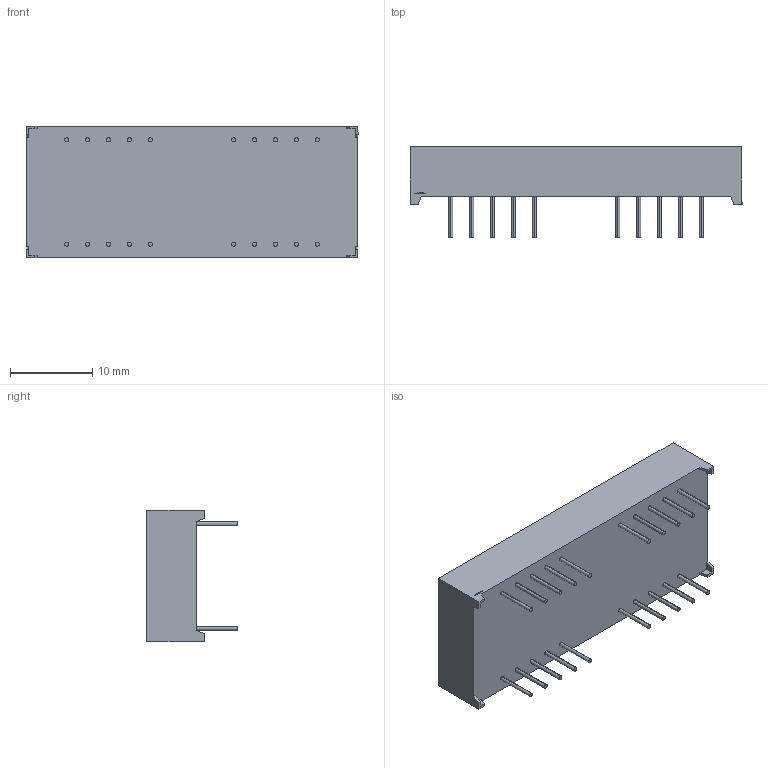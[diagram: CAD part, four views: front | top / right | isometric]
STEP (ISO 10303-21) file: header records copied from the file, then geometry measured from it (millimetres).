
FILE_DESCRIPTION (( 'STEP AP214' ), '1' );
FILE_NAME ('end-el-san Co Ltd-King Bright CA04-41.STEP', '2022-03-08T18:38:00', ( '' ), ( '' ), 'SwSTEP 2.0', 'SolidWorks 2021', '' );
FILE_SCHEMA (( 'AUTOMOTIVE_DESIGN' ));
Length unit declared in the file: millimetre
Products named in the file (1): end-el-san Co Ltd-King Bright CA04-41
Bounding box: 40.4 x 11 x 16 mm (x, y, z)
Volume: 3894.4 mm3; surface area: 2160.2 mm2
Topology: 1 solids, 1 shells, 577 faces, 1485 edges, 990 vertices
Faces by surface type: plane 413, bspline 116, cylinder 48
Entity records: 29204 total; most frequent: CARTESIAN_POINT 9433, ORIENTED_EDGE 2970, DIRECTION 2273, EDGE_CURVE 1485, VECTOR 1157, LINE 1157, VERTEX_POINT 990, EDGE_LOOP 657
